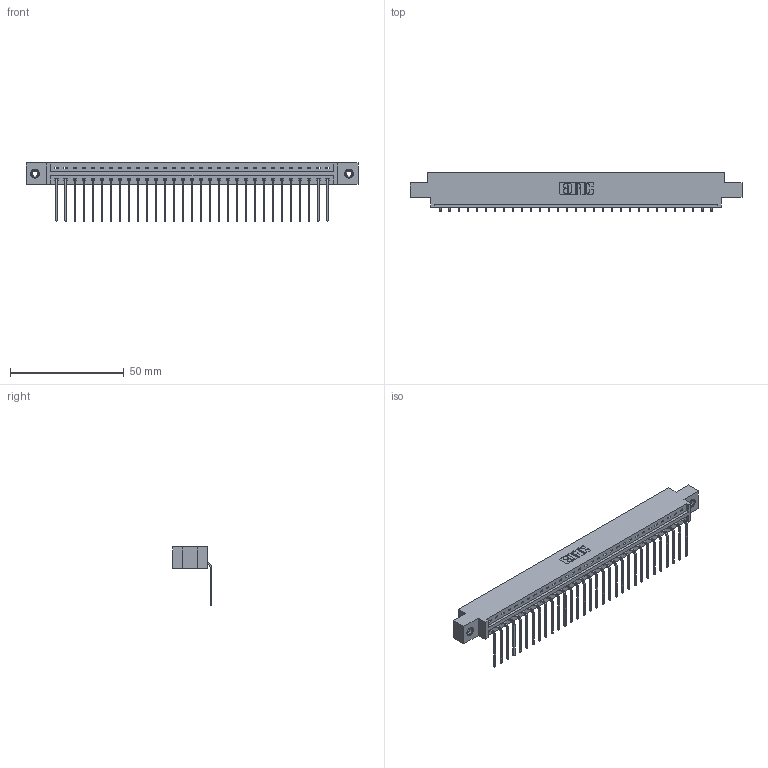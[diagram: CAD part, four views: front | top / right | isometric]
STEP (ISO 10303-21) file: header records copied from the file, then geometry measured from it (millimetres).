
FILE_DESCRIPTION (( 'STEP AP203' ), '1' );
FILE_NAME ('337-031-559-608.STEP', '2018-08-07T04:10:44', ( '' ), ( '' ), 'SwSTEP 2.0', 'SolidWorks 2016', '' );
FILE_SCHEMA (( 'CONFIG_CONTROL_DESIGN' ));
Length unit declared in the file: inch
Products named in the file (4): 337 Part_0.170 Offset - 0.156 Dia-TI; 345-292-001_558 559 Tail - 1; 345-250-001_345-250-003-102; 337-031-559-608
Assembly tree (34 placements, depth 2):
  337-031-559-608
    337 Part_0.170 Offset - 0.156 Dia-TI
    345-292-001_558 559 Tail - 1  x31
    345-250-001_345-250-003-102  x2
Bounding box: 145.85 x 17.09 x 25.53 mm (x, y, z)
Volume: 14999.9 mm3; surface area: 16199.8 mm2
Topology: 34 solids, 34 shells, 2162 faces, 6473 edges, 4266 vertices
Faces by surface type: plane 1594, cylinder 552, cone 12, torus 4
Entity records: 25868 total; most frequent: CARTESIAN_POINT 4486, ORIENTED_EDGE 4446, DIRECTION 3831, EDGE_CURVE 2223, LINE 2075, VECTOR 2075, VERTEX_POINT 1476, AXIS2_PLACEMENT_3D 878
